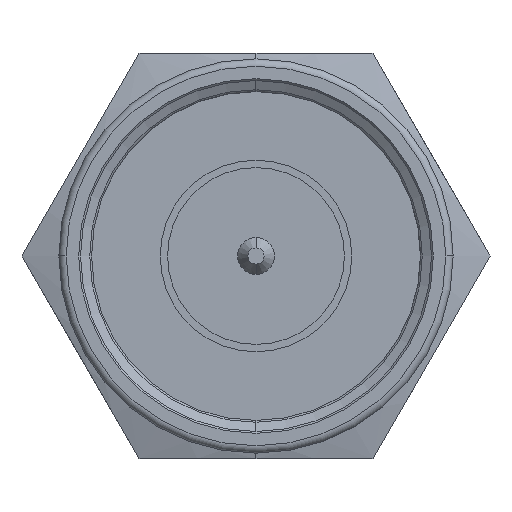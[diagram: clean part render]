
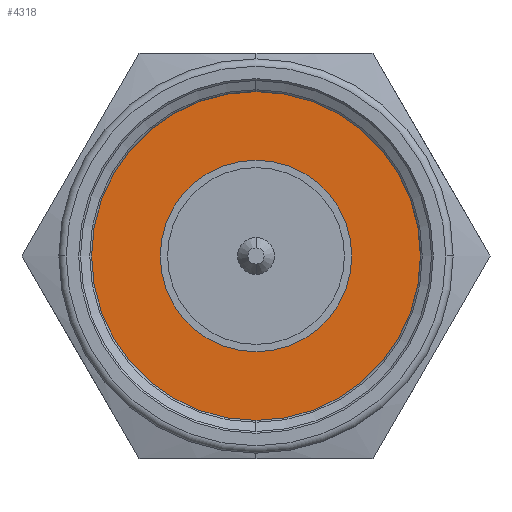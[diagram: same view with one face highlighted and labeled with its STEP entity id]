
A CAD part, left-side view. The second image highlights one B-rep face of the part: STEP entity #4318.
In plain terms, the highlighted planar face has unit normal (-1, 0, 0).
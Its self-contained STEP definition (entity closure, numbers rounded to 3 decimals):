
#1238 = ORIENTED_EDGE ( 'NONE', *, *, #22371, .T. ) ;
#1729 = CIRCLE ( 'NONE', #24315, 2.6 ) ;
#2345 = EDGE_CURVE ( 'NONE', #26528, #3367, #12503, .T. ) ;
#3367 = VERTEX_POINT ( 'NONE', #17887 ) ;
#4318 = ADVANCED_FACE ( 'NONE', ( #10867, #14267 ), #26536, .T. ) ;
#5080 = ORIENTED_EDGE ( 'NONE', *, *, #2345, .T. ) ;
#5145 = DIRECTION ( 'NONE',  ( -1., 0., 0. ) ) ;
#6047 = ORIENTED_EDGE ( 'NONE', *, *, #6704, .F. ) ;
#6220 = DIRECTION ( 'NONE',  ( -1., 0., 0. ) ) ;
#6704 = EDGE_CURVE ( 'NONE', #15820, #10494, #26350, .T. ) ;
#7008 = EDGE_CURVE ( 'NONE', #10494, #15820, #1729, .T. ) ;
#8526 = AXIS2_PLACEMENT_3D ( 'NONE', #21713, #10920, #27836 ) ;
#9970 = DIRECTION ( 'NONE',  ( 0., 0., 1. ) ) ;
#10494 = VERTEX_POINT ( 'NONE', #10868 ) ;
#10698 = CARTESIAN_POINT ( 'NONE',  ( 5.8, 0., 0. ) ) ;
#10867 = FACE_OUTER_BOUND ( 'NONE', #11722, .T. ) ;
#10868 = CARTESIAN_POINT ( 'NONE',  ( 5.8, 0., 2.6 ) ) ;
#10920 = DIRECTION ( 'NONE',  ( -1., 0., 0. ) ) ;
#11268 = CIRCLE ( 'NONE', #22531, 4.462 ) ;
#11722 = EDGE_LOOP ( 'NONE', ( #5080, #1238 ) ) ;
#12503 = CIRCLE ( 'NONE', #25324, 4.462 ) ;
#12819 = DIRECTION ( 'NONE',  ( 0., 0., 1. ) ) ;
#14267 = FACE_BOUND ( 'NONE', #17626, .T. ) ;
#14587 = AXIS2_PLACEMENT_3D ( 'NONE', #22924, #22163, #9970 ) ;
#15135 = CARTESIAN_POINT ( 'NONE',  ( 5.8, 0., -2.6 ) ) ;
#15820 = VERTEX_POINT ( 'NONE', #15135 ) ;
#15979 = DIRECTION ( 'NONE',  ( 0., 0., 1. ) ) ;
#17626 = EDGE_LOOP ( 'NONE', ( #25071, #6047 ) ) ;
#17887 = CARTESIAN_POINT ( 'NONE',  ( 5.8, 0., -4.462 ) ) ;
#18349 = CARTESIAN_POINT ( 'NONE',  ( 5.8, 0., 0. ) ) ;
#19989 = CARTESIAN_POINT ( 'NONE',  ( 5.8, 0., 4.462 ) ) ;
#21713 = CARTESIAN_POINT ( 'NONE',  ( 5.8, 0., 0. ) ) ;
#21777 = DIRECTION ( 'NONE',  ( -1., 0., 0. ) ) ;
#22163 = DIRECTION ( 'NONE',  ( -1., 0., 0. ) ) ;
#22371 = EDGE_CURVE ( 'NONE', #3367, #26528, #11268, .T. ) ;
#22531 = AXIS2_PLACEMENT_3D ( 'NONE', #18349, #5145, #15979 ) ;
#22924 = CARTESIAN_POINT ( 'NONE',  ( 5.8, 4.462, 0. ) ) ;
#23688 = CARTESIAN_POINT ( 'NONE',  ( 5.8, 0., 0. ) ) ;
#24315 = AXIS2_PLACEMENT_3D ( 'NONE', #10698, #21777, #25654 ) ;
#25071 = ORIENTED_EDGE ( 'NONE', *, *, #7008, .F. ) ;
#25324 = AXIS2_PLACEMENT_3D ( 'NONE', #23688, #6220, #12819 ) ;
#25654 = DIRECTION ( 'NONE',  ( 0., 0., 1. ) ) ;
#26350 = CIRCLE ( 'NONE', #8526, 2.6 ) ;
#26528 = VERTEX_POINT ( 'NONE', #19989 ) ;
#26536 = PLANE ( 'NONE',  #14587 ) ;
#27836 = DIRECTION ( 'NONE',  ( 0., 0., 1. ) ) ;
